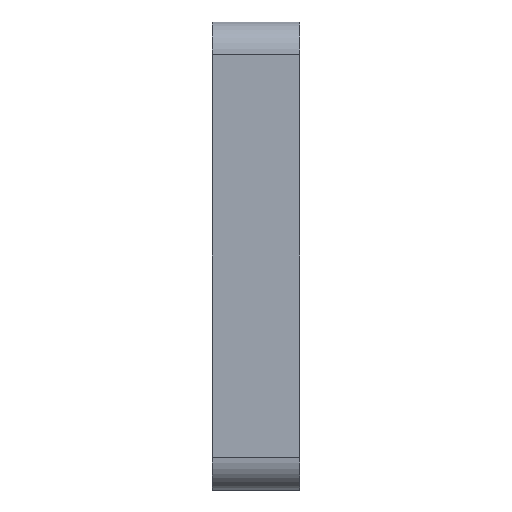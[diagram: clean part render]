
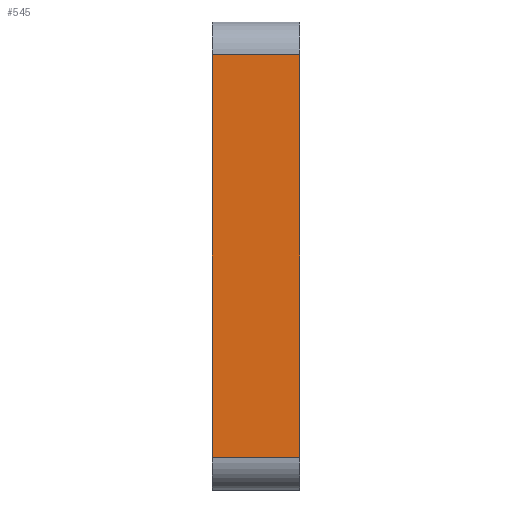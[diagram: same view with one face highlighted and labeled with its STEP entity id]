
A CAD part, left-side view. The second image highlights one B-rep face of the part: STEP entity #545.
In plain terms, the highlighted planar face has unit normal (-1, 0, 0).
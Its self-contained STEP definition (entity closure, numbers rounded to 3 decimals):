
#6 = LINE ( 'NONE', #733, #261 ) ;
#70 = ORIENTED_EDGE ( 'NONE', *, *, #1126, .T. ) ;
#103 = FACE_OUTER_BOUND ( 'NONE', #301, .T. ) ;
#261 = VECTOR ( 'NONE', #519, 1000. ) ;
#301 = EDGE_LOOP ( 'NONE', ( #1306, #693, #670, #70 ) ) ;
#304 = VERTEX_POINT ( 'NONE', #457 ) ;
#306 = LINE ( 'NONE', #790, #1159 ) ;
#452 = DIRECTION ( 'NONE',  ( 0., 0., 1. ) ) ;
#457 = CARTESIAN_POINT ( 'NONE',  ( -28.5, 0., 18.5 ) ) ;
#519 = DIRECTION ( 'NONE',  ( 0., 0., 1. ) ) ;
#531 = CARTESIAN_POINT ( 'NONE',  ( -28.5, 0., -18.5 ) ) ;
#544 = VERTEX_POINT ( 'NONE', #1190 ) ;
#545 = ADVANCED_FACE ( 'NONE', ( #103 ), #591, .F. ) ;
#551 = LINE ( 'NONE', #882, #717 ) ;
#591 = PLANE ( 'NONE',  #929 ) ;
#631 = LINE ( 'NONE', #1013, #944 ) ;
#664 = CARTESIAN_POINT ( 'NONE',  ( -28.5, 8., -18.5 ) ) ;
#670 = ORIENTED_EDGE ( 'NONE', *, *, #1297, .T. ) ;
#693 = ORIENTED_EDGE ( 'NONE', *, *, #821, .T. ) ;
#717 = VECTOR ( 'NONE', #1021, 1000. ) ;
#733 = CARTESIAN_POINT ( 'NONE',  ( -28.5, 0., -21.5 ) ) ;
#790 = CARTESIAN_POINT ( 'NONE',  ( -28.5, 8., -21.5 ) ) ;
#821 = EDGE_CURVE ( 'NONE', #1095, #1042, #551, .T. ) ;
#842 = EDGE_CURVE ( 'NONE', #1095, #544, #306, .T. ) ;
#882 = CARTESIAN_POINT ( 'NONE',  ( -28.5, 0., -18.5 ) ) ;
#929 = AXIS2_PLACEMENT_3D ( 'NONE', #1070, #1559, #1506 ) ;
#944 = VECTOR ( 'NONE', #1253, 1000. ) ;
#1013 = CARTESIAN_POINT ( 'NONE',  ( -28.5, 8., 18.5 ) ) ;
#1021 = DIRECTION ( 'NONE',  ( 0., -1., 0. ) ) ;
#1042 = VERTEX_POINT ( 'NONE', #531 ) ;
#1070 = CARTESIAN_POINT ( 'NONE',  ( -28.5, 8., -21.5 ) ) ;
#1095 = VERTEX_POINT ( 'NONE', #664 ) ;
#1126 = EDGE_CURVE ( 'NONE', #304, #544, #631, .T. ) ;
#1159 = VECTOR ( 'NONE', #452, 1000. ) ;
#1190 = CARTESIAN_POINT ( 'NONE',  ( -28.5, 8., 18.5 ) ) ;
#1253 = DIRECTION ( 'NONE',  ( 0., 1., 0. ) ) ;
#1297 = EDGE_CURVE ( 'NONE', #1042, #304, #6, .T. ) ;
#1306 = ORIENTED_EDGE ( 'NONE', *, *, #842, .F. ) ;
#1506 = DIRECTION ( 'NONE',  ( 0., 0., -1. ) ) ;
#1559 = DIRECTION ( 'NONE',  ( 1., 0., 0. ) ) ;
